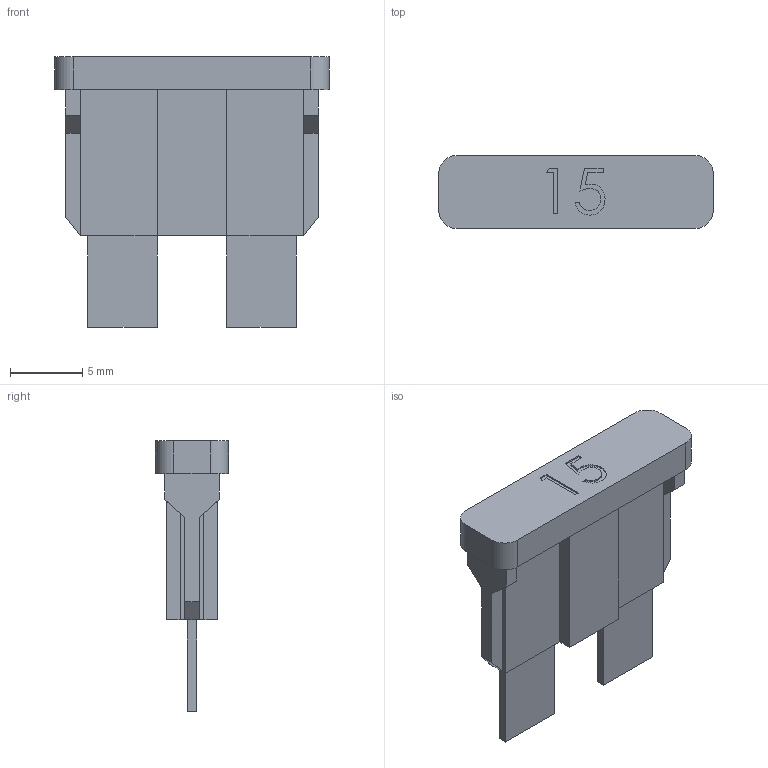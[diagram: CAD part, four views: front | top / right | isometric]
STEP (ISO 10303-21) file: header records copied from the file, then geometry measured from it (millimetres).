
FILE_DESCRIPTION (( 'STEP AP214' ), '1' );
FILE_NAME ('BL15_A12131150279374.step', '2006-12-13T16:50:27', ( 'sysAdmin' ), ( 'SolidWorks' ), 'SwSTEP 2.0', 'SolidWorks 2007', '' );
FILE_SCHEMA (( 'AUTOMOTIVE_DESIGN' ));
Length unit declared in the file: inch
Products named in the file (1): BL15_A12131150279374
Bounding box: 19.05 x 5.08 x 18.8 mm (x, y, z)
Volume: 545.3 mm3; surface area: 1062.3 mm2
Topology: 1 solids, 1 shells, 114 faces, 310 edges, 200 vertices
Faces by surface type: plane 94, cylinder 12, bspline 8
Entity records: 5499 total; most frequent: CARTESIAN_POINT 1145, ORIENTED_EDGE 620, DIRECTION 536, EDGE_CURVE 310, LINE 266, VECTOR 266, VERTEX_POINT 200, AXIS2_PLACEMENT_3D 135
